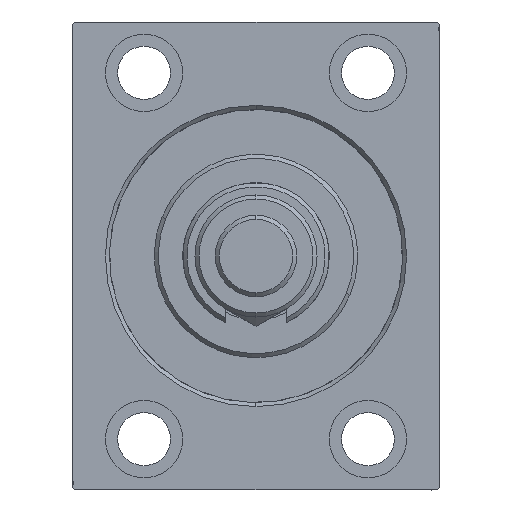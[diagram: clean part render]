
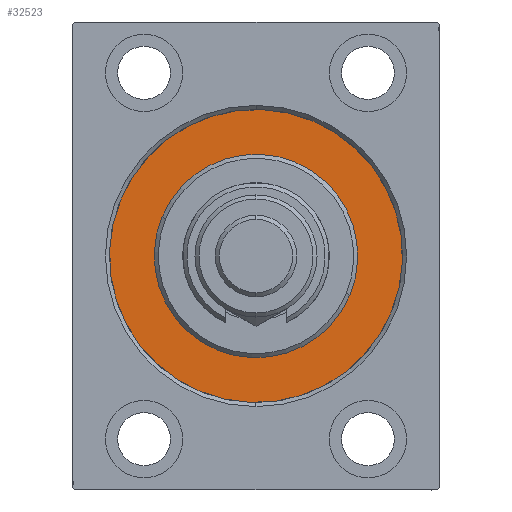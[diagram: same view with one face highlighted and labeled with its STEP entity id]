
A CAD part, left-side view. The second image highlights one B-rep face of the part: STEP entity #32523.
In plain terms, the highlighted face is planar.
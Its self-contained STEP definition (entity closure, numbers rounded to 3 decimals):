
#584 = EDGE_CURVE ( 'NONE', #29850, #30701, #1488, .T. ) ;
#1488 = CIRCLE ( 'NONE', #25586, 25. ) ;
#1933 = DIRECTION ( 'NONE',  ( -1., 0., 0. ) ) ;
#3128 = CARTESIAN_POINT ( 'NONE',  ( 0., 0., 0. ) ) ;
#4723 = EDGE_CURVE ( 'NONE', #37892, #33315, #6852, .T. ) ;
#5621 = EDGE_LOOP ( 'NONE', ( #22401, #41716 ) ) ;
#6852 = CIRCLE ( 'NONE', #21203, 36. ) ;
#7083 = DIRECTION ( 'NONE',  ( 0., 0., -1. ) ) ;
#8840 = DIRECTION ( 'NONE',  ( 0., 0., 1. ) ) ;
#9255 = AXIS2_PLACEMENT_3D ( 'NONE', #24252, #46639, #28727 ) ;
#9785 = AXIS2_PLACEMENT_3D ( 'NONE', #3128, #17502, #31942 ) ;
#11229 = EDGE_LOOP ( 'NONE', ( #30880, #36700 ) ) ;
#13923 = CARTESIAN_POINT ( 'NONE',  ( 0., 0., 36. ) ) ;
#15903 = DIRECTION ( 'NONE',  ( -1., 0., 0. ) ) ;
#16792 = CIRCLE ( 'NONE', #9255, 25. ) ;
#17502 = DIRECTION ( 'NONE',  ( -1., 0., 0. ) ) ;
#19410 = EDGE_CURVE ( 'NONE', #33315, #37892, #26389, .T. ) ;
#21203 = AXIS2_PLACEMENT_3D ( 'NONE', #29890, #15903, #8840 ) ;
#22401 = ORIENTED_EDGE ( 'NONE', *, *, #4723, .F. ) ;
#24252 = CARTESIAN_POINT ( 'NONE',  ( 0., 0., 0. ) ) ;
#25586 = AXIS2_PLACEMENT_3D ( 'NONE', #46022, #31888, #7083 ) ;
#26389 = CIRCLE ( 'NONE', #9785, 36. ) ;
#26456 = CARTESIAN_POINT ( 'NONE',  ( 0., 0., -25. ) ) ;
#26488 = FACE_OUTER_BOUND ( 'NONE', #5621, .T. ) ;
#26941 = FACE_BOUND ( 'NONE', #11229, .T. ) ;
#27013 = CARTESIAN_POINT ( 'NONE',  ( 0., 0., -36. ) ) ;
#27021 = EDGE_CURVE ( 'NONE', #30701, #29850, #16792, .T. ) ;
#28727 = DIRECTION ( 'NONE',  ( 0., 0., -1. ) ) ;
#29850 = VERTEX_POINT ( 'NONE', #26456 ) ;
#29890 = CARTESIAN_POINT ( 'NONE',  ( 0., 0., 0. ) ) ;
#30701 = VERTEX_POINT ( 'NONE', #45827 ) ;
#30880 = ORIENTED_EDGE ( 'NONE', *, *, #27021, .F. ) ;
#31888 = DIRECTION ( 'NONE',  ( 1., 0., 0. ) ) ;
#31942 = DIRECTION ( 'NONE',  ( 0., 0., 1. ) ) ;
#32523 = ADVANCED_FACE ( 'NONE', ( #26941, #26488 ), #34262, .F. ) ;
#33315 = VERTEX_POINT ( 'NONE', #13923 ) ;
#33800 = DIRECTION ( 'NONE',  ( 0., 0., 1. ) ) ;
#34262 = PLANE ( 'NONE',  #38058 ) ;
#36700 = ORIENTED_EDGE ( 'NONE', *, *, #584, .F. ) ;
#37892 = VERTEX_POINT ( 'NONE', #27013 ) ;
#38058 = AXIS2_PLACEMENT_3D ( 'NONE', #44643, #1933, #33800 ) ;
#41716 = ORIENTED_EDGE ( 'NONE', *, *, #19410, .F. ) ;
#44643 = CARTESIAN_POINT ( 'NONE',  ( 0., 0., 0. ) ) ;
#45827 = CARTESIAN_POINT ( 'NONE',  ( 0., 0., 25. ) ) ;
#46022 = CARTESIAN_POINT ( 'NONE',  ( 0., 0., 0. ) ) ;
#46639 = DIRECTION ( 'NONE',  ( 1., 0., 0. ) ) ;
